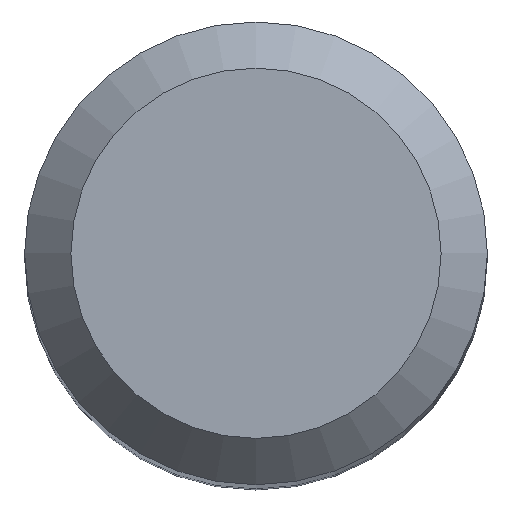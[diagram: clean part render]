
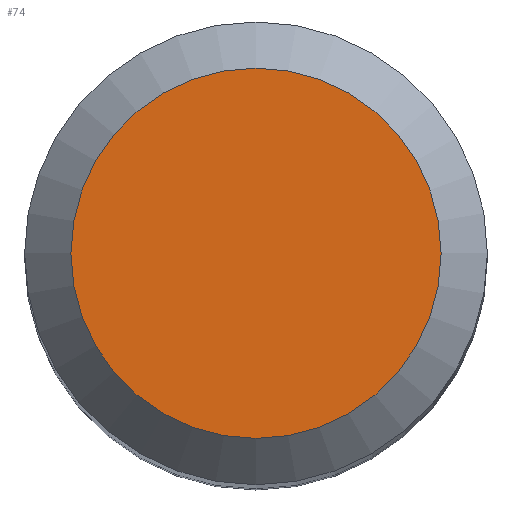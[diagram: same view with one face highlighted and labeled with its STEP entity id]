
A CAD part, top view. The second image highlights one B-rep face of the part: STEP entity #74.
In plain terms, the highlighted planar face has unit normal (0, 0, 1).
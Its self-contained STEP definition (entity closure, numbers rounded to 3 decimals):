
#18 = DIRECTION ( 'NONE',  ( 0., 0., -1. ) ) ;
#29 = DIRECTION ( 'NONE',  ( 0., 0., -1. ) ) ;
#44 = ORIENTED_EDGE ( 'NONE', *, *, #115, .F. ) ;
#57 = DIRECTION ( 'NONE',  ( 0., 1., 0. ) ) ;
#74 = ADVANCED_FACE ( 'NONE', ( #212 ), #126, .F. ) ;
#103 = EDGE_LOOP ( 'NONE', ( #44 ) ) ;
#109 = DIRECTION ( 'NONE',  ( 0., 1., 0. ) ) ;
#115 = EDGE_CURVE ( 'NONE', #217, #217, #161, .T. ) ;
#116 = CARTESIAN_POINT ( 'NONE',  ( 0., 0., 66. ) ) ;
#126 = PLANE ( 'NONE',  #133 ) ;
#133 = AXIS2_PLACEMENT_3D ( 'NONE', #116, #18, #57 ) ;
#161 = CIRCLE ( 'NONE', #170, 4. ) ;
#170 = AXIS2_PLACEMENT_3D ( 'NONE', #196, #29, #109 ) ;
#181 = CARTESIAN_POINT ( 'NONE',  ( 0., 4., 66. ) ) ;
#196 = CARTESIAN_POINT ( 'NONE',  ( 0., 0., 66. ) ) ;
#212 = FACE_OUTER_BOUND ( 'NONE', #103, .T. ) ;
#217 = VERTEX_POINT ( 'NONE', #181 ) ;
